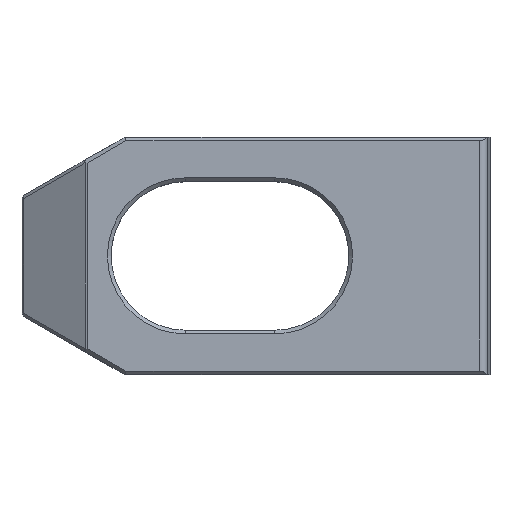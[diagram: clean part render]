
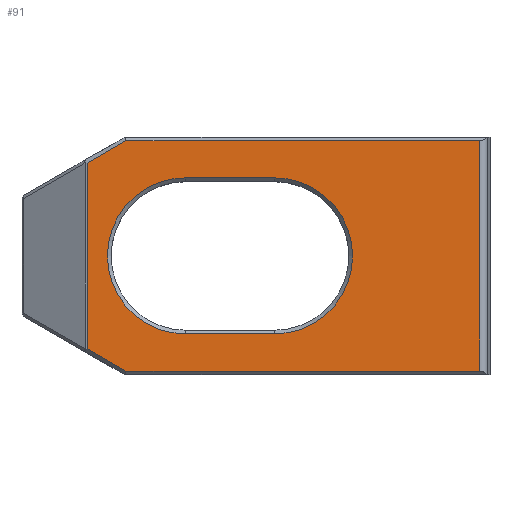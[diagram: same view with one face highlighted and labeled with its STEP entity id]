
A CAD part, top view. The second image highlights one B-rep face of the part: STEP entity #91.
In plain terms, the highlighted planar face has unit normal (0, 0, 1).
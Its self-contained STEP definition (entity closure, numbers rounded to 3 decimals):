
#91 = ADVANCED_FACE( '', ( #168, #169 ), #170, .T. );
#168 = FACE_BOUND( '', #288, .T. );
#169 = FACE_OUTER_BOUND( '', #289, .T. );
#170 = PLANE( '', #290 );
#288 = EDGE_LOOP( '', ( #534, #535, #536, #537 ) );
#289 = EDGE_LOOP( '', ( #538, #539, #540, #541, #542, #543 ) );
#290 = AXIS2_PLACEMENT_3D( '', #544, #545, #546 );
#534 = ORIENTED_EDGE( '', *, *, #965, .T. );
#535 = ORIENTED_EDGE( '', *, *, #966, .T. );
#536 = ORIENTED_EDGE( '', *, *, #967, .T. );
#537 = ORIENTED_EDGE( '', *, *, #968, .T. );
#538 = ORIENTED_EDGE( '', *, *, #969, .T. );
#539 = ORIENTED_EDGE( '', *, *, #970, .T. );
#540 = ORIENTED_EDGE( '', *, *, #971, .T. );
#541 = ORIENTED_EDGE( '', *, *, #972, .T. );
#542 = ORIENTED_EDGE( '', *, *, #973, .T. );
#543 = ORIENTED_EDGE( '', *, *, #900, .T. );
#544 = CARTESIAN_POINT( '', ( -13.34, -16., 16. ) );
#545 = DIRECTION( '', ( 0., 0., 1. ) );
#546 = DIRECTION( '', ( 1., 0., 0. ) );
#900 = EDGE_CURVE( '', #1086, #1084, #1087, .T. );
#965 = EDGE_CURVE( '', #1201, #1202, #1203, .T. );
#966 = EDGE_CURVE( '', #1202, #1204, #1205, .F. );
#967 = EDGE_CURVE( '', #1204, #1206, #1207, .T. );
#968 = EDGE_CURVE( '', #1206, #1201, #1208, .F. );
#969 = EDGE_CURVE( '', #1084, #1209, #1210, .T. );
#970 = EDGE_CURVE( '', #1209, #1211, #1212, .T. );
#971 = EDGE_CURVE( '', #1211, #1213, #1214, .T. );
#972 = EDGE_CURVE( '', #1213, #1215, #1216, .T. );
#973 = EDGE_CURVE( '', #1215, #1086, #1217, .T. );
#1084 = VERTEX_POINT( '', #1373 );
#1086 = VERTEX_POINT( '', #1375 );
#1087 = LINE( '', #1376, #1377 );
#1201 = VERTEX_POINT( '', #1552 );
#1202 = VERTEX_POINT( '', #1553 );
#1203 = LINE( '', #1554, #1555 );
#1204 = VERTEX_POINT( '', #1556 );
#1205 = CIRCLE( '', #1557, 10.5 );
#1206 = VERTEX_POINT( '', #1558 );
#1207 = LINE( '', #1559, #1560 );
#1208 = CIRCLE( '', #1561, 10.5 );
#1209 = VERTEX_POINT( '', #1562 );
#1210 = LINE( '', #1563, #1564 );
#1211 = VERTEX_POINT( '', #1565 );
#1212 = LINE( '', #1566, #1567 );
#1213 = VERTEX_POINT( '', #1568 );
#1214 = LINE( '', #1569, #1570 );
#1215 = VERTEX_POINT( '', #1571 );
#1216 = LINE( '', #1572, #1573 );
#1217 = LINE( '', #1574, #1575 );
#1373 = CARTESIAN_POINT( '', ( 39.632, -15.5, 16. ) );
#1375 = CARTESIAN_POINT( '', ( -8.01, -15.5, 16. ) );
#1376 = CARTESIAN_POINT( '', ( -13.34, -15.5, 16. ) );
#1377 = VECTOR( '', #1756, 1000. );
#1552 = CARTESIAN_POINT( '', ( 0., 10.5, 16. ) );
#1553 = CARTESIAN_POINT( '', ( 12., 10.5, 16. ) );
#1554 = CARTESIAN_POINT( '', ( 12., 10.5, 16. ) );
#1555 = VECTOR( '', #1827, 1000. );
#1556 = CARTESIAN_POINT( '', ( 12., -10.5, 16. ) );
#1557 = AXIS2_PLACEMENT_3D( '', #1828, #1829, #1830 );
#1558 = CARTESIAN_POINT( '', ( 0., -10.5, 16. ) );
#1559 = CARTESIAN_POINT( '', ( 0., -10.5, 16. ) );
#1560 = VECTOR( '', #1831, 1000. );
#1561 = AXIS2_PLACEMENT_3D( '', #1832, #1833, #1834 );
#1562 = CARTESIAN_POINT( '', ( 39.632, 15.5, 16. ) );
#1563 = CARTESIAN_POINT( '', ( 39.632, -16., 16. ) );
#1564 = VECTOR( '', #1835, 1000. );
#1565 = CARTESIAN_POINT( '', ( -8.01, 15.5, 16. ) );
#1566 = CARTESIAN_POINT( '', ( -7.144, 15.5, 16. ) );
#1567 = VECTOR( '', #1836, 1000. );
#1568 = CARTESIAN_POINT( '', ( -13.206, 12.5, 16. ) );
#1569 = CARTESIAN_POINT( '', ( -25.647, 5.317, 16. ) );
#1570 = VECTOR( '', #1837, 1000. );
#1571 = CARTESIAN_POINT( '', ( -13.206, -12.5, 16. ) );
#1572 = CARTESIAN_POINT( '', ( -13.206, -16., 16. ) );
#1573 = VECTOR( '', #1838, 1000. );
#1574 = CARTESIAN_POINT( '', ( -11.791, -13.317, 16. ) );
#1575 = VECTOR( '', #1839, 1000. );
#1756 = DIRECTION( '', ( 1., 0., 0. ) );
#1827 = DIRECTION( '', ( 1., 0., 0. ) );
#1828 = CARTESIAN_POINT( '', ( 12., 0., 16. ) );
#1829 = DIRECTION( '', ( 0., 0., 1. ) );
#1830 = DIRECTION( '', ( 1., 0., 0. ) );
#1831 = DIRECTION( '', ( -1., 0., 0. ) );
#1832 = CARTESIAN_POINT( '', ( 0., 0., 16. ) );
#1833 = DIRECTION( '', ( 0., 0., 1. ) );
#1834 = DIRECTION( '', ( 1., 0., 0. ) );
#1835 = DIRECTION( '', ( 0., 1., 0. ) );
#1836 = DIRECTION( '', ( -1., 0., 0. ) );
#1837 = DIRECTION( '', ( -0.866, -0.5, 0. ) );
#1838 = DIRECTION( '', ( 0., -1., 0. ) );
#1839 = DIRECTION( '', ( 0.866, -0.5, 0. ) );
